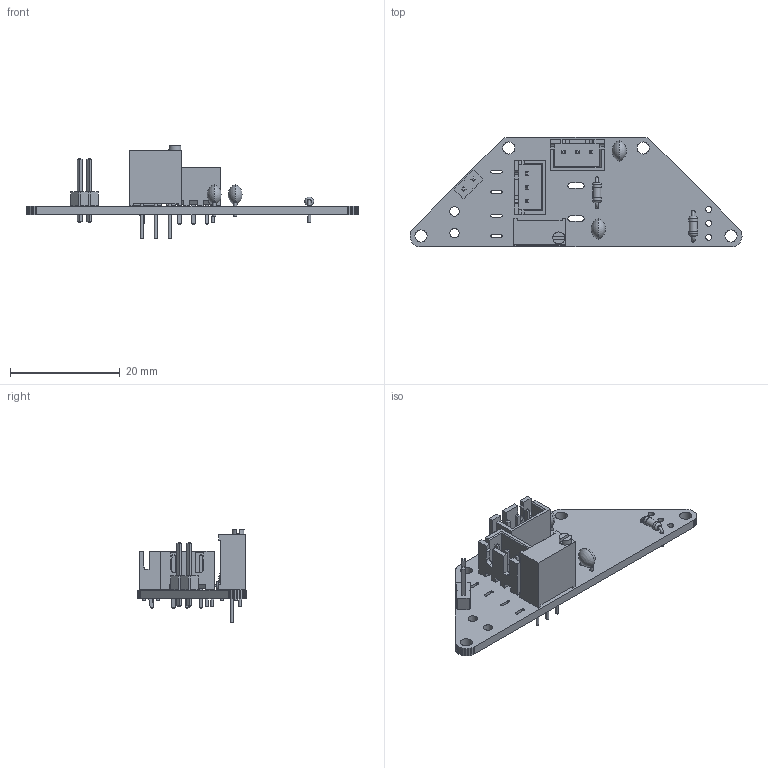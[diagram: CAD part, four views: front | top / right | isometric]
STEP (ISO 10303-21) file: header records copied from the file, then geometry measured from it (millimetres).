
FILE_DESCRIPTION(('KiCad electronic assembly'),'2;1');
FILE_NAME('PSU.step','2024-06-20T00:09:40',('Pcbnew'),('Kicad'), 'Open CASCADE STEP processor 7.7','KiCad to STEP converter','Unknown' );
FILE_SCHEMA(('AUTOMOTIVE_DESIGN { 1 0 10303 214 1 1 1 1 }'));
Length unit declared in the file: millimetre
Products named in the file (12): PSU 1; C_Disc_D3.8mm_W2.6mm_P2.50mm; SOLID; R_Axial_DIN0204_L3.6mm_D1.6mm_P5.08mm_Horizontal; PinHeader_1x02_P2.54mm_Vertical; JST_XH_B3B-XH-A_1x03_P2.50mm_Vertical; Potentiometer_Bourns_3296W_Vertical; PSU PCB
Assembly tree (14 placements, depth 3):
  PSU 1
    C_Disc_D3.8mm_W2.6mm_P2.50mm  x2
      SOLID
    R_Axial_DIN0204_L3.6mm_D1.6mm_P5.08mm_Horizontal  x2
      SOLID
    PinHeader_1x02_P2.54mm_Vertical
      SOLID
    JST_XH_B3B-XH-A_1x03_P2.50mm_Vertical  x2
      SOLID
    Potentiometer_Bourns_3296W_Vertical
      SOLID
    PSU PCB
Bounding box: 60.4 x 20 x 17.07 mm (x, y, z)
Volume: 2304.8 mm3; surface area: 3878.4 mm2
Topology: 9 solids, 9 shells, 568 faces, 1512 edges, 986 vertices
Faces by surface type: plane 494, cylinder 54, revolution 8, torus 8, sphere 4
Full cylindrical faces by diameter (mm): 0.5 x8, 0.51 x3, 0.7 x4, 0.8 x7, 0.95 x6, 1 x2, 1.09 x3, 1.44 x2, 1.6 x4, 1.7 x2, 2.19 x1, 2.2 x4
Entity records: 33039 total; most frequent: CARTESIAN_POINT 8361, DIRECTION 4096, LINE 2983, VECTOR 2983, ORIENTED_EDGE 2302, PCURVE 2302, DEFINITIONAL_REPRESENTATION 2302, EDGE_CURVE 1151
